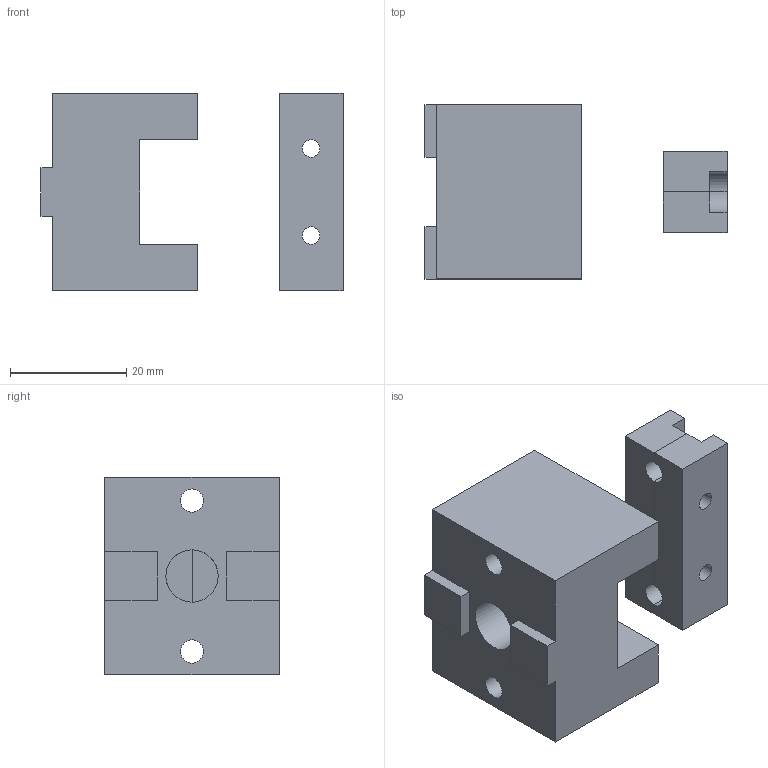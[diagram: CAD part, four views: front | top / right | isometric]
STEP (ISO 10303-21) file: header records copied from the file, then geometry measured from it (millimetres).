
FILE_DESCRIPTION(/* description */ (''),/* implementation_level */ '2;1');
FILE_NAME(/* name */ 'XBeltTightener.stp',/* time_stamp */ '2014-06-26T21:28:09+02:00',/* author */ (''),/* organization */ (''),/* preprocessor_version */ 'ST-DEVELOPER v15.6',/* originating_system */ 'Autodesk Translator Framework v3.0.0.6910',/* authorisation */ '');
FILE_SCHEMA (('AUTOMOTIVE_DESIGN { 1 0 10303 214 3 1 1 }'));
Length unit declared in the file: centimetre
Products named in the file (4): Component3 (1); Component4; Component3; x-belt-tightener v15
Bounding box: 52 x 30 x 34 mm (x, y, z)
Volume: 22572.3 mm3; surface area: 9609.2 mm2
Topology: 3 solids, 3 shells, 59 faces, 160 edges, 108 vertices
Faces by surface type: plane 43, cylinder 16
Full cylindrical faces by diameter (mm): 3 x2, 4 x4, 9 x1, 14 x1
Entity records: 1900 total; most frequent: CARTESIAN_POINT 318, DIRECTION 312, ORIENTED_EDGE 296, EDGE_CURVE 148, LINE 116, VECTOR 116, VERTEX_POINT 104, AXIS2_PLACEMENT_3D 98
